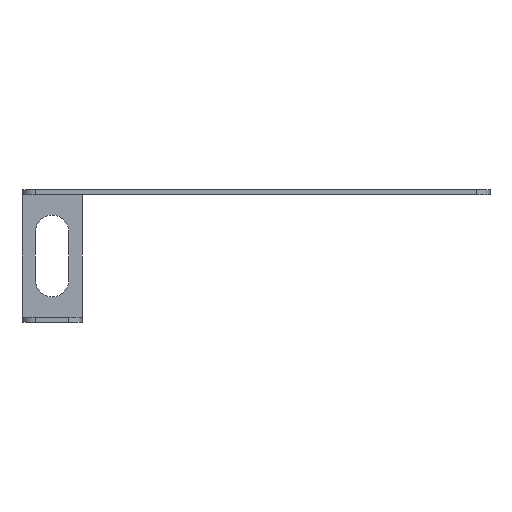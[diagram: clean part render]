
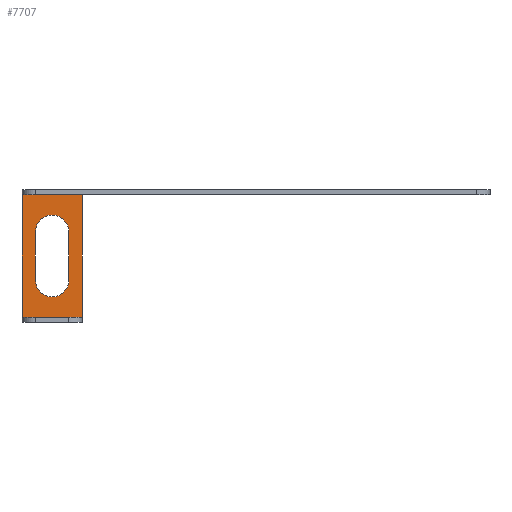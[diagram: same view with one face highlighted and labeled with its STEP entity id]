
A CAD part, left-side view. The second image highlights one B-rep face of the part: STEP entity #7707.
In plain terms, the highlighted planar face has unit normal (-1, 0, 0).
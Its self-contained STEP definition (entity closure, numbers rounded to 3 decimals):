
#103=FACE_BOUND('',#1178,.T.);
#291=CIRCLE('',#8215,12.5);
#293=CIRCLE('',#8218,12.5);
#719=FACE_OUTER_BOUND('',#1177,.T.);
#1177=EDGE_LOOP('',(#6537,#6538,#6539,#6540,#6541,#6542,#6543,#6544,#6545,
#6546,#6547,#6548,#6549,#6550,#6551,#6552,#6553,#6554,#6555,#6556));
#1178=EDGE_LOOP('',(#6557,#6558,#6559,#6560));
#1906=LINE('',#11943,#2806);
#1912=LINE('',#11961,#2812);
#1915=LINE('',#11969,#2815);
#1918=LINE('',#11975,#2818);
#1921=LINE('',#11981,#2821);
#1924=LINE('',#11987,#2824);
#1927=LINE('',#11993,#2827);
#1930=LINE('',#11999,#2830);
#1933=LINE('',#12005,#2833);
#1936=LINE('',#12011,#2836);
#1939=LINE('',#12017,#2839);
#1942=LINE('',#12023,#2842);
#1945=LINE('',#12029,#2845);
#1948=LINE('',#12035,#2848);
#1951=LINE('',#12041,#2851);
#1954=LINE('',#12047,#2854);
#1957=LINE('',#12053,#2857);
#1960=LINE('',#12059,#2860);
#1963=LINE('',#12065,#2863);
#1966=LINE('',#12071,#2866);
#1969=LINE('',#12077,#2869);
#1972=LINE('',#12081,#2872);
#2806=VECTOR('',#9790,10.);
#2812=VECTOR('',#9810,10.);
#2815=VECTOR('',#9815,10.);
#2818=VECTOR('',#9820,10.);
#2821=VECTOR('',#9825,10.);
#2824=VECTOR('',#9830,10.);
#2827=VECTOR('',#9835,10.);
#2830=VECTOR('',#9840,10.);
#2833=VECTOR('',#9845,10.);
#2836=VECTOR('',#9850,10.);
#2839=VECTOR('',#9855,10.);
#2842=VECTOR('',#9860,10.);
#2845=VECTOR('',#9865,10.);
#2848=VECTOR('',#9870,10.);
#2851=VECTOR('',#9875,10.);
#2854=VECTOR('',#9880,10.);
#2857=VECTOR('',#9885,10.);
#2860=VECTOR('',#9890,10.);
#2863=VECTOR('',#9895,10.);
#2866=VECTOR('',#9900,10.);
#2869=VECTOR('',#9905,10.);
#2872=VECTOR('',#9910,10.);
#3609=VERTEX_POINT('',#11939);
#3611=VERTEX_POINT('',#11942);
#3613=VERTEX_POINT('',#11948);
#3615=VERTEX_POINT('',#11954);
#3619=VERTEX_POINT('',#11966);
#3620=VERTEX_POINT('',#11968);
#3622=VERTEX_POINT('',#11974);
#3624=VERTEX_POINT('',#11980);
#3626=VERTEX_POINT('',#11986);
#3628=VERTEX_POINT('',#11992);
#3630=VERTEX_POINT('',#11998);
#3632=VERTEX_POINT('',#12004);
#3634=VERTEX_POINT('',#12010);
#3636=VERTEX_POINT('',#12016);
#3638=VERTEX_POINT('',#12022);
#3640=VERTEX_POINT('',#12028);
#3642=VERTEX_POINT('',#12034);
#3644=VERTEX_POINT('',#12040);
#3646=VERTEX_POINT('',#12046);
#3648=VERTEX_POINT('',#12052);
#3650=VERTEX_POINT('',#12058);
#3652=VERTEX_POINT('',#12064);
#3654=VERTEX_POINT('',#12070);
#3656=VERTEX_POINT('',#12076);
#4594=EDGE_CURVE('',#3611,#3609,#1906,.T.);
#4597=EDGE_CURVE('',#3613,#3609,#291,.T.);
#4600=EDGE_CURVE('',#3611,#3615,#293,.T.);
#4604=EDGE_CURVE('',#3613,#3615,#1912,.T.);
#4607=EDGE_CURVE('',#3620,#3619,#1915,.T.);
#4610=EDGE_CURVE('',#3622,#3620,#1918,.T.);
#4613=EDGE_CURVE('',#3624,#3622,#1921,.T.);
#4616=EDGE_CURVE('',#3626,#3624,#1924,.T.);
#4619=EDGE_CURVE('',#3628,#3626,#1927,.T.);
#4622=EDGE_CURVE('',#3630,#3628,#1930,.T.);
#4625=EDGE_CURVE('',#3632,#3630,#1933,.T.);
#4628=EDGE_CURVE('',#3634,#3632,#1936,.T.);
#4631=EDGE_CURVE('',#3636,#3634,#1939,.T.);
#4634=EDGE_CURVE('',#3638,#3636,#1942,.T.);
#4637=EDGE_CURVE('',#3640,#3638,#1945,.T.);
#4640=EDGE_CURVE('',#3642,#3640,#1948,.T.);
#4643=EDGE_CURVE('',#3644,#3642,#1951,.T.);
#4646=EDGE_CURVE('',#3646,#3644,#1954,.T.);
#4649=EDGE_CURVE('',#3648,#3646,#1957,.T.);
#4652=EDGE_CURVE('',#3650,#3648,#1960,.T.);
#4655=EDGE_CURVE('',#3652,#3650,#1963,.T.);
#4658=EDGE_CURVE('',#3654,#3652,#1966,.T.);
#4661=EDGE_CURVE('',#3656,#3654,#1969,.T.);
#4664=EDGE_CURVE('',#3619,#3656,#1972,.T.);
#6537=ORIENTED_EDGE('',*,*,#4664,.T.);
#6538=ORIENTED_EDGE('',*,*,#4661,.T.);
#6539=ORIENTED_EDGE('',*,*,#4658,.T.);
#6540=ORIENTED_EDGE('',*,*,#4655,.T.);
#6541=ORIENTED_EDGE('',*,*,#4652,.T.);
#6542=ORIENTED_EDGE('',*,*,#4649,.T.);
#6543=ORIENTED_EDGE('',*,*,#4646,.T.);
#6544=ORIENTED_EDGE('',*,*,#4643,.T.);
#6545=ORIENTED_EDGE('',*,*,#4640,.T.);
#6546=ORIENTED_EDGE('',*,*,#4637,.T.);
#6547=ORIENTED_EDGE('',*,*,#4634,.T.);
#6548=ORIENTED_EDGE('',*,*,#4631,.T.);
#6549=ORIENTED_EDGE('',*,*,#4628,.T.);
#6550=ORIENTED_EDGE('',*,*,#4625,.T.);
#6551=ORIENTED_EDGE('',*,*,#4622,.T.);
#6552=ORIENTED_EDGE('',*,*,#4619,.T.);
#6553=ORIENTED_EDGE('',*,*,#4616,.T.);
#6554=ORIENTED_EDGE('',*,*,#4613,.T.);
#6555=ORIENTED_EDGE('',*,*,#4610,.T.);
#6556=ORIENTED_EDGE('',*,*,#4607,.T.);
#6557=ORIENTED_EDGE('',*,*,#4597,.F.);
#6558=ORIENTED_EDGE('',*,*,#4604,.T.);
#6559=ORIENTED_EDGE('',*,*,#4600,.F.);
#6560=ORIENTED_EDGE('',*,*,#4594,.T.);
#7357=PLANE('',#8241);
#7707=ADVANCED_FACE('',(#719,#103),#7357,.T.);
#8215=AXIS2_PLACEMENT_3D('',#11949,#9795,#9796);
#8218=AXIS2_PLACEMENT_3D('',#11955,#9802,#9803);
#8241=AXIS2_PLACEMENT_3D('',#12082,#9911,#9912);
#9790=DIRECTION('',(0.,0.,1.));
#9795=DIRECTION('center_axis',(-1.,0.,0.));
#9796=DIRECTION('ref_axis',(0.,-0.707,0.707));
#9802=DIRECTION('center_axis',(-1.,0.,0.));
#9803=DIRECTION('ref_axis',(0.,0.707,-0.707));
#9810=DIRECTION('',(0.,0.,-1.));
#9815=DIRECTION('',(0.,0.,-1.));
#9820=DIRECTION('',(0.,1.,0.));
#9825=DIRECTION('',(0.,0.,-1.));
#9830=DIRECTION('',(0.,1.,0.));
#9835=DIRECTION('',(0.,0.,1.));
#9840=DIRECTION('',(0.,1.,0.));
#9845=DIRECTION('',(0.,0.,-1.));
#9850=DIRECTION('',(0.,1.,0.));
#9855=DIRECTION('',(0.,0.,1.));
#9860=DIRECTION('',(0.,1.,0.));
#9865=DIRECTION('',(0.,0.,1.));
#9870=DIRECTION('',(0.,-1.,0.));
#9875=DIRECTION('',(0.,0.,1.));
#9880=DIRECTION('',(0.,-1.,0.));
#9885=DIRECTION('',(0.,0.,-1.));
#9890=DIRECTION('',(0.,-1.,0.));
#9895=DIRECTION('',(0.,0.,1.));
#9900=DIRECTION('',(0.,-1.,0.));
#9905=DIRECTION('',(0.,0.,-1.));
#9910=DIRECTION('',(0.,-1.,0.));
#9911=DIRECTION('center_axis',(-1.,0.,0.));
#9912=DIRECTION('ref_axis',(0.,0.,1.));
#11939=CARTESIAN_POINT('',(161.,165.,40.75));
#11942=CARTESIAN_POINT('',(161.,165.,4.5));
#11943=CARTESIAN_POINT('',(161.,165.,7.312));
#11948=CARTESIAN_POINT('',(161.,140.,40.75));
#11949=CARTESIAN_POINT('Origin',(161.,152.5,40.75));
#11954=CARTESIAN_POINT('',(161.,140.,4.5));
#11955=CARTESIAN_POINT('Origin',(161.,152.5,4.5));
#11961=CARTESIAN_POINT('',(161.,140.,37.937));
#11966=CARTESIAN_POINT('',(161.,175.,-23.));
#11968=CARTESIAN_POINT('',(161.,175.,68.25));
#11969=CARTESIAN_POINT('',(161.,175.,-27.));
#11974=CARTESIAN_POINT('',(161.,171.,68.25));
#11975=CARTESIAN_POINT('',(161.,175.,68.25));
#11980=CARTESIAN_POINT('',(161.,171.,72.25));
#11981=CARTESIAN_POINT('',(161.,171.,72.25));
#11986=CARTESIAN_POINT('',(161.,161.,72.25));
#11987=CARTESIAN_POINT('',(161.,175.,72.25));
#11992=CARTESIAN_POINT('',(161.,161.,68.25));
#11993=CARTESIAN_POINT('',(161.,161.,72.25));
#11998=CARTESIAN_POINT('',(161.,144.,68.25));
#11999=CARTESIAN_POINT('',(161.,175.,68.25));
#12004=CARTESIAN_POINT('',(161.,144.,72.25));
#12005=CARTESIAN_POINT('',(161.,144.,72.25));
#12010=CARTESIAN_POINT('',(161.,134.,72.25));
#12011=CARTESIAN_POINT('',(161.,175.,72.25));
#12016=CARTESIAN_POINT('',(161.,134.,68.25));
#12017=CARTESIAN_POINT('',(161.,134.,72.25));
#12022=CARTESIAN_POINT('',(161.,130.,68.25));
#12023=CARTESIAN_POINT('',(161.,175.,68.25));
#12028=CARTESIAN_POINT('',(161.,130.,-23.));
#12029=CARTESIAN_POINT('',(161.,130.,72.25));
#12034=CARTESIAN_POINT('',(161.,134.,-23.));
#12035=CARTESIAN_POINT('',(161.,175.,-23.));
#12040=CARTESIAN_POINT('',(161.,134.,-27.));
#12041=CARTESIAN_POINT('',(161.,134.,72.25));
#12046=CARTESIAN_POINT('',(161.,144.,-27.));
#12047=CARTESIAN_POINT('',(161.,130.,-27.));
#12052=CARTESIAN_POINT('',(161.,144.,-23.));
#12053=CARTESIAN_POINT('',(161.,144.,72.25));
#12058=CARTESIAN_POINT('',(161.,161.,-23.));
#12059=CARTESIAN_POINT('',(161.,175.,-23.));
#12064=CARTESIAN_POINT('',(161.,161.,-27.));
#12065=CARTESIAN_POINT('',(161.,161.,72.25));
#12070=CARTESIAN_POINT('',(161.,171.,-27.));
#12071=CARTESIAN_POINT('',(161.,130.,-27.));
#12076=CARTESIAN_POINT('',(161.,171.,-23.));
#12077=CARTESIAN_POINT('',(161.,171.,72.25));
#12081=CARTESIAN_POINT('',(161.,175.,-23.));
#12082=CARTESIAN_POINT('Origin',(161.,152.5,22.625));
